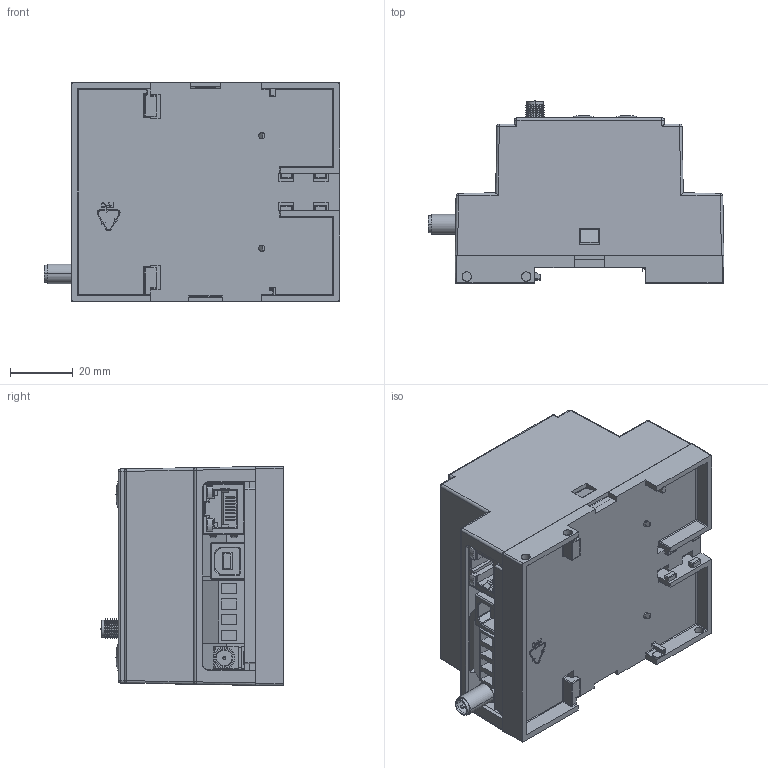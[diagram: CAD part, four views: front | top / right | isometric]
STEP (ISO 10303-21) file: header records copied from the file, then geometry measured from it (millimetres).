
FILE_DESCRIPTION((''),'2;1');
FILE_NAME('208322_ASM','2020-08-17T15:42:05',('PDMAdmin'),('BANNER ENGINEERING'),'CREO PARAMETRIC BY PTC INC, 2019292','CREO PARAMETRIC BY PTC INC, 2019292','');
FILE_SCHEMA(('CONFIG_CONTROL_DESIGN'));
Products named in the file (18): 205010; 203736_WEB; RJ458; USBCONN; 168975; 175748; 203736_WEB_MODEL_208322_ASM; 203782; 197030_WEB_208322; SP6015; SMSWP3; 50633; P30; SMACON_1; 197030_WEB_MODEL_208322_ASM; 205006; TBLK4MR_SXI; 208322_ASM
Assembly tree (25 placements, depth 3):
  208322_ASM
    205010
    203736_WEB_MODEL_208322_ASM
      203736_WEB
      RJ458
      USBCONN
      168975  x2
      175748
    203782
    197030_WEB_MODEL_208322_ASM
      197030_WEB_208322
      SP6015  x2
      SMSWP3  x4
      50633  x4
      P30
      SMACON_1
    205006
    TBLK4MR_SXI
Bounding box: 94.6 x 58.31 x 70 mm (x, y, z)
Volume: 66037 mm3; surface area: 87795.7 mm2
Topology: 23 solids, 23 shells, 2341 faces, 6089 edges, 3918 vertices
Faces by surface type: plane 1553, cylinder 582, cone 102, sphere 57, bspline 25, torus 22
Entity records: 61481 total; most frequent: CARTESIAN_POINT 12906, ORIENTED_EDGE 10066, DIRECTION 9787, EDGE_CURVE 5033, VECTOR 3611, LINE 3611, VERTEX_POINT 3238, AXIS2_PLACEMENT_3D 3088
